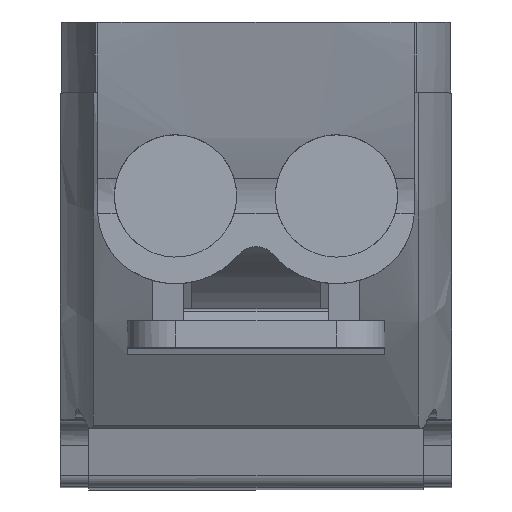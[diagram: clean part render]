
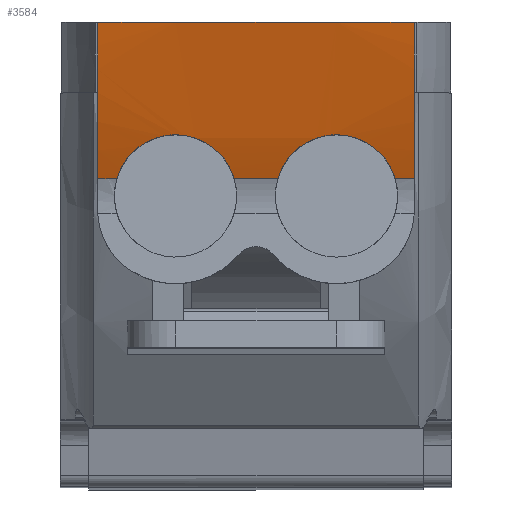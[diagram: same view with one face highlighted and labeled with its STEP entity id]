
A CAD part, top view. The second image highlights one B-rep face of the part: STEP entity #3584.
In plain terms, the highlighted cylindrical face has radius 29.002 mm (diameter 58.003 mm), a partial arc.
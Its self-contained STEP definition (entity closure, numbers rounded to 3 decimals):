
#3475=AXIS2_PLACEMENT_3D('Cylinder Axis2P3D',#3472,#3473,#3474) ;
#3531=AXIS2_PLACEMENT_3D('Circle Axis2P3D',#3529,#3530,$) ;
#3538=AXIS2_PLACEMENT_3D('Circle Axis2P3D',#3536,#3537,$) ;
#3543=AXIS2_PLACEMENT_3D('Circle Axis2P3D',#3541,#3542,$) ;
#3550=AXIS2_PLACEMENT_3D('Circle Axis2P3D',#3548,#3549,$) ;
#1305=CARTESIAN_POINT('Line Origine',(9.783,14.502,30.584)) ;
#1309=CARTESIAN_POINT('Vertex',(10.99,14.502,30.584)) ;
#1311=CARTESIAN_POINT('Vertex',(8.575,14.502,30.584)) ;
#1411=CARTESIAN_POINT('Vertex',(1.16,14.502,30.584)) ;
#1414=CARTESIAN_POINT('Line Origine',(2.367,14.502,30.584)) ;
#1418=CARTESIAN_POINT('Vertex',(3.575,14.502,30.584)) ;
#1421=CARTESIAN_POINT('Line Origine',(6.075,14.502,30.584)) ;
#3472=CARTESIAN_POINT('Axis2P3D Location',(5.465,20.202,2.149)) ;
#3478=CARTESIAN_POINT('Control Point',(1.754,9.642,29.159)) ;
#3479=CARTESIAN_POINT('Control Point',(1.92,10.203,29.379)) ;
#3480=CARTESIAN_POINT('Control Point',(2.32,10.718,29.559)) ;
#3481=CARTESIAN_POINT('Control Point',(2.95,11.002,29.652)) ;
#3482=CARTESIAN_POINT('Control Point',(3.575,11.002,29.652)) ;
#3483=CARTESIAN_POINT('Vertex',(1.754,9.642,29.159)) ;
#3485=CARTESIAN_POINT('Vertex',(3.575,11.002,29.652)) ;
#3489=CARTESIAN_POINT('Control Point',(3.575,11.002,29.652)) ;
#3490=CARTESIAN_POINT('Control Point',(4.2,11.002,29.652)) ;
#3491=CARTESIAN_POINT('Control Point',(4.828,10.719,29.56)) ;
#3492=CARTESIAN_POINT('Control Point',(5.23,10.203,29.379)) ;
#3493=CARTESIAN_POINT('Control Point',(5.396,9.642,29.159)) ;
#3494=CARTESIAN_POINT('Vertex',(5.396,9.642,29.159)) ;
#3497=CARTESIAN_POINT('Line Origine',(5.465,9.642,29.159)) ;
#3501=CARTESIAN_POINT('Vertex',(6.754,9.642,29.159)) ;
#3505=CARTESIAN_POINT('Control Point',(6.754,9.642,29.159)) ;
#3506=CARTESIAN_POINT('Control Point',(6.92,10.203,29.379)) ;
#3507=CARTESIAN_POINT('Control Point',(7.32,10.718,29.559)) ;
#3508=CARTESIAN_POINT('Control Point',(7.95,11.002,29.652)) ;
#3509=CARTESIAN_POINT('Control Point',(8.575,11.002,29.652)) ;
#3510=CARTESIAN_POINT('Vertex',(8.575,11.002,29.652)) ;
#3514=CARTESIAN_POINT('Control Point',(8.575,11.002,29.652)) ;
#3515=CARTESIAN_POINT('Control Point',(9.2,11.002,29.652)) ;
#3516=CARTESIAN_POINT('Control Point',(9.828,10.719,29.56)) ;
#3517=CARTESIAN_POINT('Control Point',(10.23,10.203,29.379)) ;
#3518=CARTESIAN_POINT('Control Point',(10.396,9.642,29.159)) ;
#3519=CARTESIAN_POINT('Vertex',(10.396,9.642,29.159)) ;
#3522=CARTESIAN_POINT('Line Origine',(5.465,9.642,29.159)) ;
#3526=CARTESIAN_POINT('Vertex',(10.99,9.642,29.159)) ;
#3529=CARTESIAN_POINT('Axis2P3D Location',(10.99,20.202,2.149)) ;
#3533=CARTESIAN_POINT('Vertex',(10.99,12.302,30.053)) ;
#3536=CARTESIAN_POINT('Axis2P3D Location',(10.99,20.202,2.149)) ;
#3541=CARTESIAN_POINT('Axis2P3D Location',(1.16,20.202,2.149)) ;
#3545=CARTESIAN_POINT('Vertex',(1.16,12.302,30.053)) ;
#3548=CARTESIAN_POINT('Axis2P3D Location',(1.16,20.202,2.149)) ;
#3552=CARTESIAN_POINT('Vertex',(1.16,9.642,29.159)) ;
#3555=CARTESIAN_POINT('Line Origine',(5.465,9.642,29.159)) ;
#3559=CARTESIAN_POINT('Vertex',(1.48,9.642,29.159)) ;
#3562=CARTESIAN_POINT('Line Origine',(5.465,9.642,29.159)) ;
#1306=DIRECTION('Vector Direction',(1.,0.,0.)) ;
#1415=DIRECTION('Vector Direction',(1.,0.,0.)) ;
#1422=DIRECTION('Vector Direction',(1.,0.,0.)) ;
#3473=DIRECTION('Axis2P3D Direction',(1.,0.,0.)) ;
#3474=DIRECTION('Axis2P3D XDirection',(0.,-0.197,0.98)) ;
#3498=DIRECTION('Vector Direction',(1.,0.,0.)) ;
#3523=DIRECTION('Vector Direction',(1.,0.,0.)) ;
#3530=DIRECTION('Axis2P3D Direction',(1.,0.,0.)) ;
#3537=DIRECTION('Axis2P3D Direction',(1.,0.,0.)) ;
#3542=DIRECTION('Axis2P3D Direction',(1.,0.,0.)) ;
#3549=DIRECTION('Axis2P3D Direction',(1.,0.,0.)) ;
#3556=DIRECTION('Vector Direction',(1.,0.,0.)) ;
#3563=DIRECTION('Vector Direction',(1.,0.,0.)) ;
#1307=VECTOR('Line Direction',#1306,1.) ;
#1416=VECTOR('Line Direction',#1415,1.) ;
#1423=VECTOR('Line Direction',#1422,1.) ;
#3499=VECTOR('Line Direction',#3498,1.) ;
#3524=VECTOR('Line Direction',#3523,1.) ;
#3557=VECTOR('Line Direction',#3556,1.) ;
#3564=VECTOR('Line Direction',#3563,1.) ;
#3568=ORIENTED_EDGE('',*,*,#3487,.T.) ;
#3569=ORIENTED_EDGE('',*,*,#3496,.T.) ;
#3570=ORIENTED_EDGE('',*,*,#3503,.F.) ;
#3571=ORIENTED_EDGE('',*,*,#3512,.T.) ;
#3572=ORIENTED_EDGE('',*,*,#3521,.T.) ;
#3573=ORIENTED_EDGE('',*,*,#3528,.T.) ;
#3574=ORIENTED_EDGE('',*,*,#3535,.T.) ;
#3575=ORIENTED_EDGE('',*,*,#3540,.T.) ;
#3576=ORIENTED_EDGE('',*,*,#1313,.T.) ;
#3577=ORIENTED_EDGE('',*,*,#1425,.T.) ;
#3578=ORIENTED_EDGE('',*,*,#1420,.T.) ;
#3579=ORIENTED_EDGE('',*,*,#3547,.T.) ;
#3580=ORIENTED_EDGE('',*,*,#3554,.T.) ;
#3581=ORIENTED_EDGE('',*,*,#3561,.F.) ;
#3582=ORIENTED_EDGE('',*,*,#3566,.F.) ;
#3584=ADVANCED_FACE('GEHAEUSE',(#3583),#3476,.T.) ;
#3477=B_SPLINE_CURVE_WITH_KNOTS('',4,(#3478,#3479,#3480,#3481,#3482),.UNSPECIFIED.,.F.,.U.,(5,5),(0.,3.623),.UNSPECIFIED.) ;
#3488=B_SPLINE_CURVE_WITH_KNOTS('',4,(#3489,#3490,#3491,#3492,#3493),.UNSPECIFIED.,.F.,.U.,(5,5),(0.,3.623),.UNSPECIFIED.) ;
#3504=B_SPLINE_CURVE_WITH_KNOTS('',4,(#3505,#3506,#3507,#3508,#3509),.UNSPECIFIED.,.F.,.U.,(5,5),(0.,3.623),.UNSPECIFIED.) ;
#3513=B_SPLINE_CURVE_WITH_KNOTS('',4,(#3514,#3515,#3516,#3517,#3518),.UNSPECIFIED.,.F.,.U.,(5,5),(0.,3.623),.UNSPECIFIED.) ;
#3532=CIRCLE('generated circle',#3531,29.001) ;
#3539=CIRCLE('generated circle',#3538,29.001) ;
#3544=CIRCLE('generated circle',#3543,29.001) ;
#3551=CIRCLE('generated circle',#3550,29.001) ;
#3476=CYLINDRICAL_SURFACE('generated cylinder',#3475,29.001) ;
#1313=EDGE_CURVE('',#1310,#1312,#1308,.F.) ;
#1420=EDGE_CURVE('',#1419,#1412,#1417,.F.) ;
#1425=EDGE_CURVE('',#1312,#1419,#1424,.F.) ;
#3487=EDGE_CURVE('',#3484,#3486,#3477,.T.) ;
#3496=EDGE_CURVE('',#3486,#3495,#3488,.T.) ;
#3503=EDGE_CURVE('',#3502,#3495,#3500,.F.) ;
#3512=EDGE_CURVE('',#3502,#3511,#3504,.T.) ;
#3521=EDGE_CURVE('',#3511,#3520,#3513,.T.) ;
#3528=EDGE_CURVE('',#3520,#3527,#3525,.T.) ;
#3535=EDGE_CURVE('',#3527,#3534,#3532,.F.) ;
#3540=EDGE_CURVE('',#3534,#1310,#3539,.F.) ;
#3547=EDGE_CURVE('',#1412,#3546,#3544,.T.) ;
#3554=EDGE_CURVE('',#3546,#3553,#3551,.T.) ;
#3561=EDGE_CURVE('',#3560,#3553,#3558,.F.) ;
#3566=EDGE_CURVE('',#3484,#3560,#3565,.F.) ;
#3567=EDGE_LOOP('',(#3568,#3569,#3570,#3571,#3572,#3573,#3574,#3575,#3576,#3577,#3578,#3579,#3580,#3581,#3582)) ;
#3583=FACE_OUTER_BOUND('',#3567,.T.) ;
#1308=LINE('Line',#1305,#1307) ;
#1417=LINE('Line',#1414,#1416) ;
#1424=LINE('Line',#1421,#1423) ;
#3500=LINE('Line',#3497,#3499) ;
#3525=LINE('Line',#3522,#3524) ;
#3558=LINE('Line',#3555,#3557) ;
#3565=LINE('Line',#3562,#3564) ;
#1310=VERTEX_POINT('',#1309) ;
#1312=VERTEX_POINT('',#1311) ;
#1412=VERTEX_POINT('',#1411) ;
#1419=VERTEX_POINT('',#1418) ;
#3484=VERTEX_POINT('',#3483) ;
#3486=VERTEX_POINT('',#3485) ;
#3495=VERTEX_POINT('',#3494) ;
#3502=VERTEX_POINT('',#3501) ;
#3511=VERTEX_POINT('',#3510) ;
#3520=VERTEX_POINT('',#3519) ;
#3527=VERTEX_POINT('',#3526) ;
#3534=VERTEX_POINT('',#3533) ;
#3546=VERTEX_POINT('',#3545) ;
#3553=VERTEX_POINT('',#3552) ;
#3560=VERTEX_POINT('',#3559) ;
